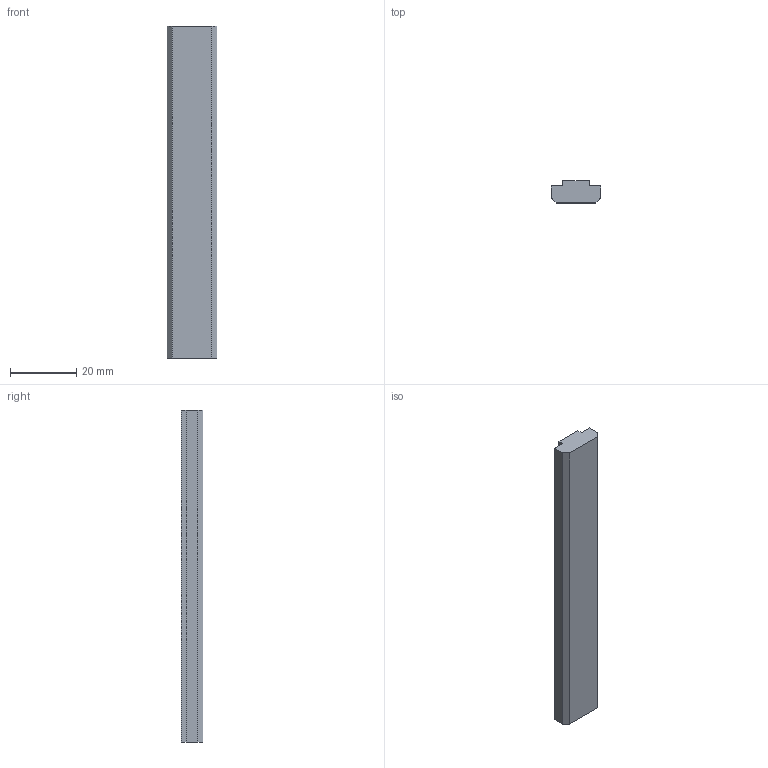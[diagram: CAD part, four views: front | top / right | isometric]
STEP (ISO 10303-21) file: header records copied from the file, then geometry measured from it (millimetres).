
FILE_DESCRIPTION(('Creo Elements/Direct Modeling STEP Export'),'2;1');
FILE_NAME('33.0125.1_Klemmschienenprofil-MMS-33_15x6,4x3000mm.stp','2022-03-18T13:57:32',(''),(''),'PTC Creo Elements/Direct Modeling STEP processor for AP214 (Solid Model)','PTC Creo Elements/Direct Modeling 19.0C 15-Aug-2015 (C) Parametric Technology GmbH','');
FILE_SCHEMA(('AUTOMOTIVE_DESIGN { 1 0 10303 214 1 1 1 1 }'));
Length unit declared in the file: millimetre
Products named in the file (2): Klemmschienenprofil-MMS-33_1564x3000mm_33.0125.1_PX176078
Assembly tree (1 placements, depth 2):
  Klemmschienenprofil-MMS-33_1564x3000mm_33.0125.1_PX176078
    Klemmschienenprofil-MMS-33_1564x3000mm_33.0125.1_PX176078
Bounding box: 15 x 6.5 x 100 mm (x, y, z)
Volume: 8475 mm3; surface area: 4293.8 mm2
Topology: 1 solids, 1 shells, 12 faces, 30 edges, 20 vertices
Faces by surface type: plane 12
Entity records: 399 total; most frequent: CARTESIAN_POINT 64, ORIENTED_EDGE 60, DIRECTION 58, VECTOR 30, LINE 30, EDGE_CURVE 30, VERTEX_POINT 20, AXIS2_PLACEMENT_3D 14
